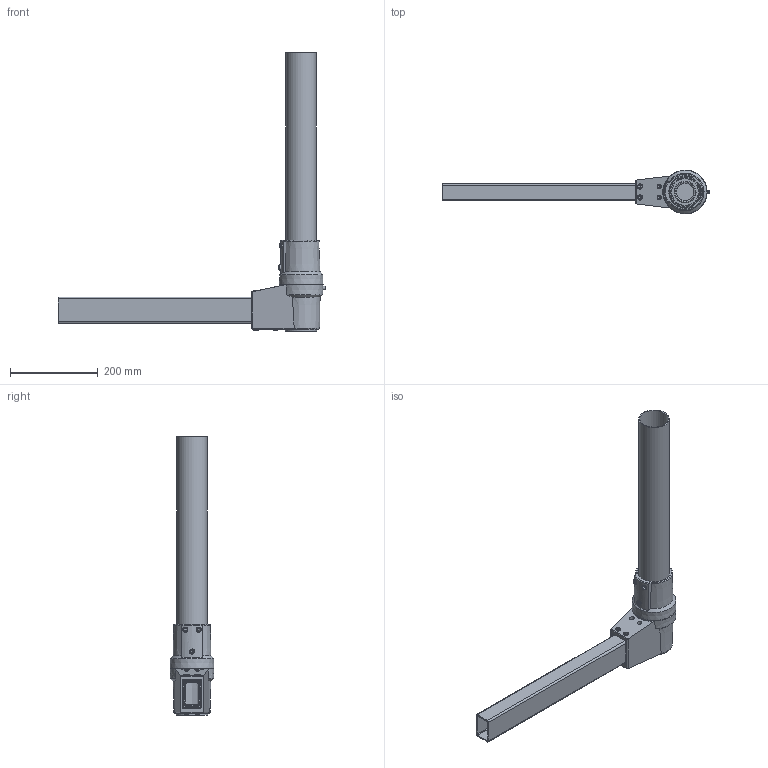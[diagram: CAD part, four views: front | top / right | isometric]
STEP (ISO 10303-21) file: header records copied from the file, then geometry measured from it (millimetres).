
FILE_DESCRIPTION (( 'STEP AP214' ), '1' );
FILE_NAME ('R149-040-000.STEP', '2025-10-17T09:49:27', ( '' ), ( '' ), 'SwSTEP 2.0', 'SolidWorks 2024', '' );
FILE_SCHEMA (( 'AUTOMOTIVE_DESIGN' ));
Length unit declared in the file: millimetre
Products named in the file (1): R149-040-000
Bounding box: 611.26 x 100 x 636.5 mm (x, y, z)
Volume: 1321416.6 mm3; surface area: 623629.6 mm2
Topology: 23 solids, 23 shells, 447 faces, 985 edges, 584 vertices
Faces by surface type: plane 228, cylinder 96, cone 66, bspline 44, torus 11, sphere 2
Full cylindrical faces by diameter (mm): 6 x1, 6.647 x1, 8 x1, 10.106 x3, 12 x11, 40 x1, 47 x1, 50 x2, 50.2 x2, 50.5 x1, 50.6 x1, 61 x1, 63 x5, 64 x1, 65.3 x1, 66 x5, 70 x1, 71 x1, 72 x1
Entity records: 14281 total; most frequent: CARTESIAN_POINT 5229, DIRECTION 1808, ORIENTED_EDGE 1640, EDGE_CURVE 820, AXIS2_PLACEMENT_3D 721, EDGE_LOOP 605, VERTEX_POINT 533, FACE_OUTER_BOUND 502
